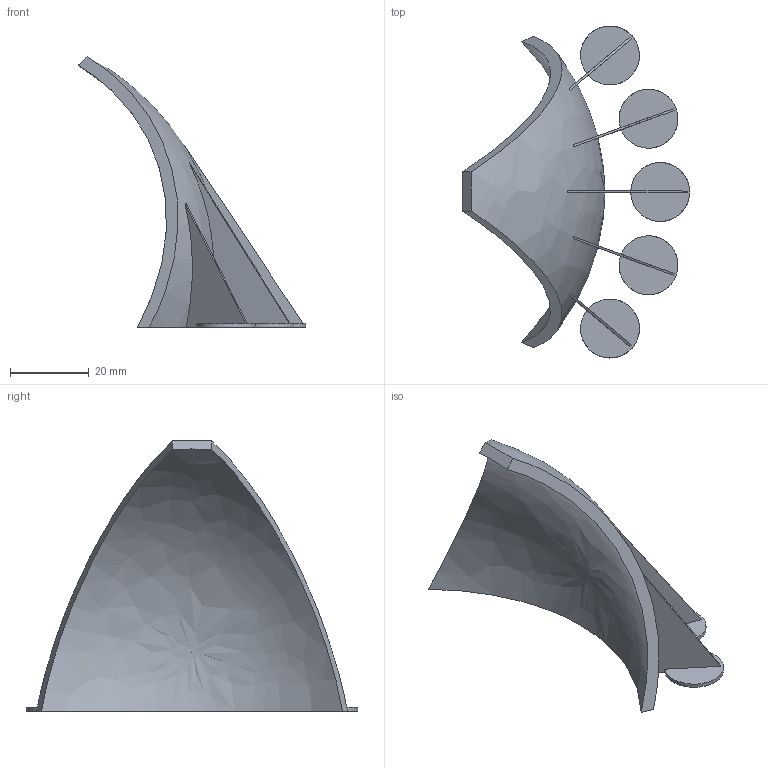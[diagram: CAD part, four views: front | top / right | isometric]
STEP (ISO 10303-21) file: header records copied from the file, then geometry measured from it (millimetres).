
FILE_DESCRIPTION(('Open CASCADE Model'),'2;1');
FILE_NAME('Open CASCADE Shape Model','2025-07-08T12:18:31',('Author'),( 'Open CASCADE'),'Open CASCADE STEP processor 7.7','Open CASCADE 7.7' ,'Unknown');
FILE_SCHEMA(('AUTOMOTIVE_DESIGN { 1 0 10303 214 1 1 1 1 }'));
Length unit declared in the file: millimetre
Products named in the file (1): Open CASCADE STEP translator 7.7 2428
Bounding box: 57.87 x 84.49 x 68.8 mm (x, y, z)
Volume: 14102.4 mm3; surface area: 14328.3 mm2
Topology: 1 solids, 1 shells, 55 faces, 157 edges, 103 vertices
Faces by surface type: plane 48, cylinder 5, revolution 2
Entity records: 7472 total; most frequent: CARTESIAN_POINT 4534, DIRECTION 488, ORIENTED_EDGE 312, PCURVE 312, DEFINITIONAL_REPRESENTATION 312, LINE 308, VECTOR 308, EDGE_CURVE 156
